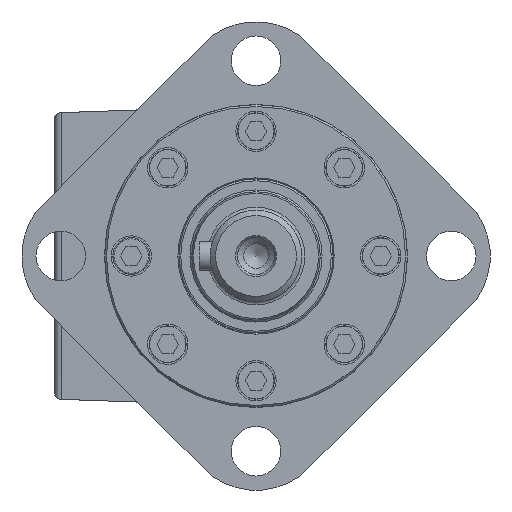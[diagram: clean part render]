
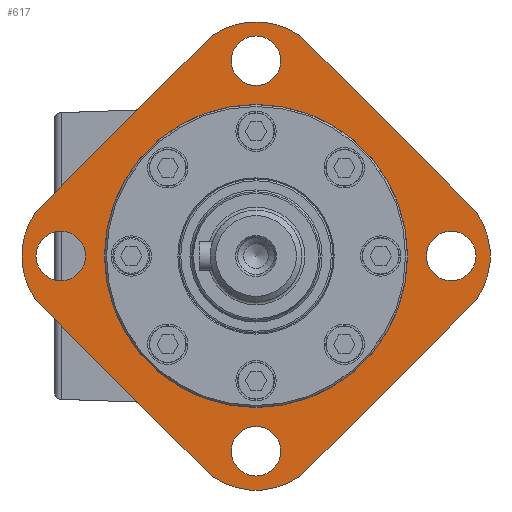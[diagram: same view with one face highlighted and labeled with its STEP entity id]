
A CAD part, left-side view. The second image highlights one B-rep face of the part: STEP entity #617.
In plain terms, the highlighted planar face has unit normal (-1, 0, 0).
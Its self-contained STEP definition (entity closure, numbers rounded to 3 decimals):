
#617 = ADVANCED_FACE( '', ( #1439, #1440, #1441, #1442, #1443, #1444 ), #1445, .F. );
#1439 = FACE_BOUND( '', #2541, .T. );
#1440 = FACE_BOUND( '', #2542, .T. );
#1441 = FACE_BOUND( '', #2543, .T. );
#1442 = FACE_BOUND( '', #2544, .T. );
#1443 = FACE_BOUND( '', #2545, .T. );
#1444 = FACE_OUTER_BOUND( '', #2546, .T. );
#1445 = PLANE( '', #2547 );
#2541 = EDGE_LOOP( '', ( #4109 ) );
#2542 = EDGE_LOOP( '', ( #4110 ) );
#2543 = EDGE_LOOP( '', ( #4111 ) );
#2544 = EDGE_LOOP( '', ( #4112 ) );
#2545 = EDGE_LOOP( '', ( #4113 ) );
#2546 = EDGE_LOOP( '', ( #4114, #4115, #4116, #4117, #4118, #4119, #4120, #4121 ) );
#2547 = AXIS2_PLACEMENT_3D( '', #4122, #4123, #4124 );
#4109 = ORIENTED_EDGE( '', *, *, #6124, .T. );
#4110 = ORIENTED_EDGE( '', *, *, #5766, .T. );
#4111 = ORIENTED_EDGE( '', *, *, #6125, .T. );
#4112 = ORIENTED_EDGE( '', *, *, #6126, .T. );
#4113 = ORIENTED_EDGE( '', *, *, #5844, .T. );
#4114 = ORIENTED_EDGE( '', *, *, #6127, .F. );
#4115 = ORIENTED_EDGE( '', *, *, #6128, .F. );
#4116 = ORIENTED_EDGE( '', *, *, #6129, .F. );
#4117 = ORIENTED_EDGE( '', *, *, #6130, .F. );
#4118 = ORIENTED_EDGE( '', *, *, #6131, .F. );
#4119 = ORIENTED_EDGE( '', *, *, #5980, .F. );
#4120 = ORIENTED_EDGE( '', *, *, #6119, .F. );
#4121 = ORIENTED_EDGE( '', *, *, #6132, .F. );
#4122 = CARTESIAN_POINT( '', ( 0., 0., 0. ) );
#4123 = DIRECTION( '', ( 1., 0., 0. ) );
#4124 = DIRECTION( '', ( 0., 0., -1. ) );
#5766 = EDGE_CURVE( '', #6739, #6739, #6740, .T. );
#5844 = EDGE_CURVE( '', #6874, #6874, #6875, .T. );
#5980 = EDGE_CURVE( '', #7092, #7093, #7094, .T. );
#6119 = EDGE_CURVE( '', #7299, #7092, #7300, .T. );
#6124 = EDGE_CURVE( '', #7306, #7306, #7307, .T. );
#6125 = EDGE_CURVE( '', #7308, #7308, #7309, .T. );
#6126 = EDGE_CURVE( '', #7310, #7310, #7311, .T. );
#6127 = EDGE_CURVE( '', #7312, #7313, #7314, .T. );
#6128 = EDGE_CURVE( '', #7315, #7312, #7316, .T. );
#6129 = EDGE_CURVE( '', #7317, #7315, #7318, .T. );
#6130 = EDGE_CURVE( '', #7319, #7317, #7320, .T. );
#6131 = EDGE_CURVE( '', #7093, #7319, #7321, .T. );
#6132 = EDGE_CURVE( '', #7313, #7299, #7322, .T. );
#6739 = VERTEX_POINT( '', #8147 );
#6740 = CIRCLE( '', #8148, 6.75 );
#6874 = VERTEX_POINT( '', #8357 );
#6875 = CIRCLE( '', #8358, 6.75 );
#7092 = VERTEX_POINT( '', #8720 );
#7093 = VERTEX_POINT( '', #8721 );
#7094 = CIRCLE( '', #8722, 20. );
#7299 = VERTEX_POINT( '', #9074 );
#7300 = LINE( '', #9075, #9076 );
#7306 = VERTEX_POINT( '', #9083 );
#7307 = CIRCLE( '', #9084, 41.3 );
#7308 = VERTEX_POINT( '', #9085 );
#7309 = CIRCLE( '', #9086, 6.75 );
#7310 = VERTEX_POINT( '', #9087 );
#7311 = CIRCLE( '', #9088, 6.75 );
#7312 = VERTEX_POINT( '', #9089 );
#7313 = VERTEX_POINT( '', #9090 );
#7314 = LINE( '', #9091, #9092 );
#7315 = VERTEX_POINT( '', #9093 );
#7316 = CIRCLE( '', #9094, 20. );
#7317 = VERTEX_POINT( '', #9095 );
#7318 = LINE( '', #9096, #9097 );
#7319 = VERTEX_POINT( '', #9098 );
#7320 = CIRCLE( '', #9099, 20. );
#7321 = LINE( '', #9100, #9101 );
#7322 = CIRCLE( '', #9102, 20. );
#8147 = CARTESIAN_POINT( '', ( 0., 0., 46.45 ) );
#8148 = AXIS2_PLACEMENT_3D( '', #10147, #10148, #10149 );
#8357 = CARTESIAN_POINT( '', ( 0., 0., -59.95 ) );
#8358 = AXIS2_PLACEMENT_3D( '', #10236, #10237, #10238 );
#8720 = CARTESIAN_POINT( '', ( 0., -57.983, 14.142 ) );
#8721 = CARTESIAN_POINT( '', ( 0., -57.983, -14.142 ) );
#8722 = AXIS2_PLACEMENT_3D( '', #10379, #10380, #10381 );
#9074 = CARTESIAN_POINT( '', ( 0., -14.142, 57.983 ) );
#9075 = CARTESIAN_POINT( '', ( 0., -14.142, 57.983 ) );
#9076 = VECTOR( '', #10532, 1000. );
#9083 = CARTESIAN_POINT( '', ( 0., 0., -41.3 ) );
#9084 = AXIS2_PLACEMENT_3D( '', #10537, #10538, #10539 );
#9085 = CARTESIAN_POINT( '', ( 0., -53.2, -6.75 ) );
#9086 = AXIS2_PLACEMENT_3D( '', #10540, #10541, #10542 );
#9087 = CARTESIAN_POINT( '', ( 0., 53.2, -6.75 ) );
#9088 = AXIS2_PLACEMENT_3D( '', #10543, #10544, #10545 );
#9089 = CARTESIAN_POINT( '', ( 0., 57.983, 14.142 ) );
#9090 = CARTESIAN_POINT( '', ( 0., 14.142, 57.983 ) );
#9091 = CARTESIAN_POINT( '', ( 0., 57.983, 14.142 ) );
#9092 = VECTOR( '', #10546, 1000. );
#9093 = CARTESIAN_POINT( '', ( 0., 57.983, -14.142 ) );
#9094 = AXIS2_PLACEMENT_3D( '', #10547, #10548, #10549 );
#9095 = CARTESIAN_POINT( '', ( 0., 14.142, -57.983 ) );
#9096 = CARTESIAN_POINT( '', ( 0., 14.142, -57.983 ) );
#9097 = VECTOR( '', #10550, 1000. );
#9098 = CARTESIAN_POINT( '', ( 0., -14.142, -57.983 ) );
#9099 = AXIS2_PLACEMENT_3D( '', #10551, #10552, #10553 );
#9100 = CARTESIAN_POINT( '', ( 0., -57.983, -14.142 ) );
#9101 = VECTOR( '', #10554, 1000. );
#9102 = AXIS2_PLACEMENT_3D( '', #10555, #10556, #10557 );
#10147 = CARTESIAN_POINT( '', ( 0., 0., 53.2 ) );
#10148 = DIRECTION( '', ( 1., 0., 0. ) );
#10149 = DIRECTION( '', ( 0., 0., -1. ) );
#10236 = CARTESIAN_POINT( '', ( 0., 0., -53.2 ) );
#10237 = DIRECTION( '', ( 1., 0., 0. ) );
#10238 = DIRECTION( '', ( 0., 0., -1. ) );
#10379 = CARTESIAN_POINT( '', ( 0., -43.841, 0. ) );
#10380 = DIRECTION( '', ( 1., 0., 0. ) );
#10381 = DIRECTION( '', ( 0., 0., -1. ) );
#10532 = DIRECTION( '', ( 0., -0.707, -0.707 ) );
#10537 = CARTESIAN_POINT( '', ( 0., 0., 0. ) );
#10538 = DIRECTION( '', ( 1., 0., 0. ) );
#10539 = DIRECTION( '', ( 0., 0., -1. ) );
#10540 = CARTESIAN_POINT( '', ( 0., -53.2, 0. ) );
#10541 = DIRECTION( '', ( 1., 0., 0. ) );
#10542 = DIRECTION( '', ( 0., 0., -1. ) );
#10543 = CARTESIAN_POINT( '', ( 0., 53.2, 0. ) );
#10544 = DIRECTION( '', ( 1., 0., 0. ) );
#10545 = DIRECTION( '', ( 0., 0., -1. ) );
#10546 = DIRECTION( '', ( 0., -0.707, 0.707 ) );
#10547 = CARTESIAN_POINT( '', ( 0., 43.841, 0. ) );
#10548 = DIRECTION( '', ( 1., 0., 0. ) );
#10549 = DIRECTION( '', ( 0., 0., -1. ) );
#10550 = DIRECTION( '', ( 0., 0.707, 0.707 ) );
#10551 = CARTESIAN_POINT( '', ( 0., 0., -43.841 ) );
#10552 = DIRECTION( '', ( 1., 0., 0. ) );
#10553 = DIRECTION( '', ( 0., 0., -1. ) );
#10554 = DIRECTION( '', ( 0., 0.707, -0.707 ) );
#10555 = CARTESIAN_POINT( '', ( 0., 0., 43.841 ) );
#10556 = DIRECTION( '', ( 1., 0., 0. ) );
#10557 = DIRECTION( '', ( 0., 0., -1. ) );
